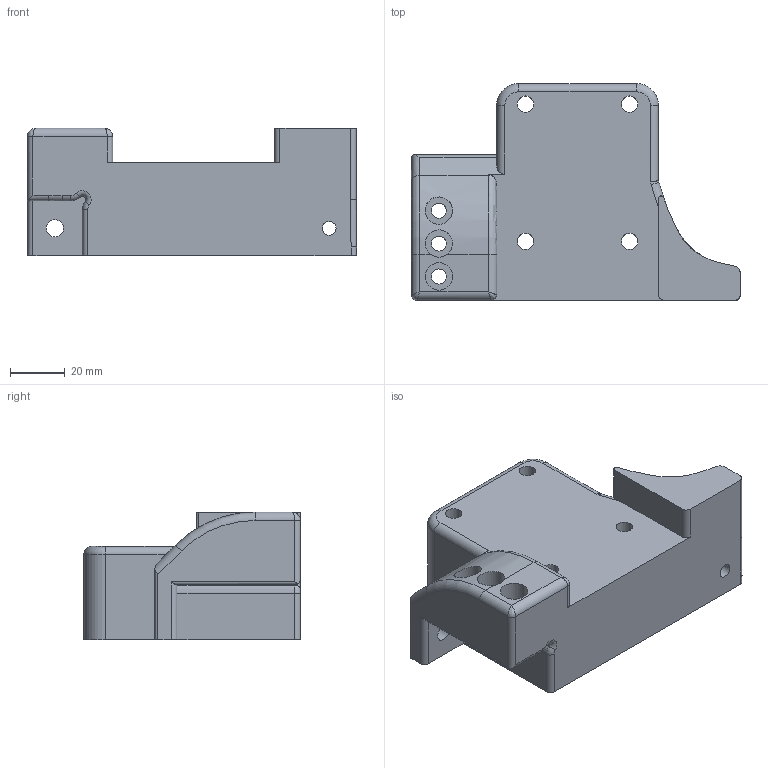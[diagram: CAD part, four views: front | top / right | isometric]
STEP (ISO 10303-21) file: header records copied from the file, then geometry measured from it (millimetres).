
FILE_DESCRIPTION(/* description */ ('STEP AP242','CAx-IF Rec.Pracs.---Representation and Presentation of Product Manufacturing Information (PMI)---4.0---2014-10-13','CAx-IF Rec.Pracs.---3D Tessellated Geometry---0.4---2014-09-14','2;1'),/* implementation_level */ '2;1');
FILE_NAME(/* name */ '67826930cd40393c6e3e0f2b',/* time_stamp */ '2025-01-11T12:50:57Z',/* author */ (''),/* organization */ (''),/* preprocessor_version */ 'ST-DEVELOPER v20',/* originating_system */ 'ONSHAPE BY PTC INC, 1.192',/* authorisation */ ' ');
FILE_SCHEMA (('AP242_MANAGED_MODEL_BASED_3D_ENGINEERING_MIM_LF { 1 0 10303 442 1 1 4 }'));
Length unit declared in the file: metre
Products named in the file (1): Part 1
Bounding box: 119.98 x 79 x 46.5 mm (x, y, z)
Volume: 226257.1 mm3; surface area: 33855.4 mm2
Topology: 1 solids, 1 shells, 102 faces, 274 edges, 175 vertices
Faces by surface type: cylinder 50, plane 28, bspline 14, torus 9, sphere 1
Full cylindrical faces by diameter (mm): 3.2 x1, 4.75 x1, 5 x1, 5.5 x3, 6 x4, 6.3 x1, 10 x3, 12 x2
Entity records: 3537 total; most frequent: CARTESIAN_POINT 1133, ORIENTED_EDGE 488, DIRECTION 473, EDGE_CURVE 244, AXIS2_PLACEMENT_3D 187, VERTEX_POINT 165, EDGE_LOOP 141, FACE_BOUND 141
